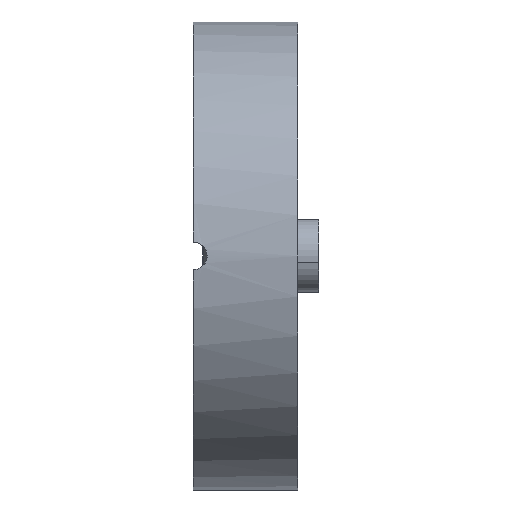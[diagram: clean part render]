
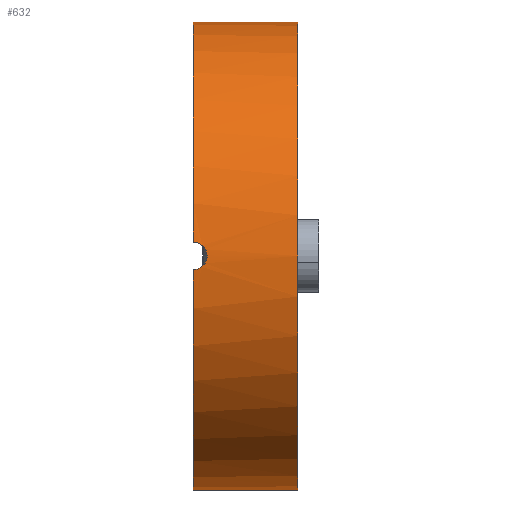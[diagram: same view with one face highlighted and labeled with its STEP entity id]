
A CAD part, left-side view. The second image highlights one B-rep face of the part: STEP entity #632.
In plain terms, the highlighted cylindrical face has radius 17 mm (diameter 34 mm), a partial arc.
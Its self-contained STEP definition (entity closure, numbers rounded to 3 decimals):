
#86 = ORIENTED_EDGE ( 'NONE', *, *, #676, .T. ) ;
#145 = CARTESIAN_POINT ( 'NONE',  ( -16.998, -0.974, 0.263 ) ) ;
#156 = CARTESIAN_POINT ( 'NONE',  ( -16.993, -0.874, -0.503 ) ) ;
#173 = DIRECTION ( 'NONE',  ( 0., 0., 1. ) ) ;
#210 = EDGE_LOOP ( 'NONE', ( #1188, #1670, #86, #369, #633, #1473 ) ) ;
#212 = CIRCLE ( 'NONE', #249, 17. ) ;
#249 = AXIS2_PLACEMENT_3D ( 'NONE', #2005, #894, #1372 ) ;
#283 = VECTOR ( 'NONE', #1030, 1000. ) ;
#302 = CARTESIAN_POINT ( 'NONE',  ( -17., -1., 0.131 ) ) ;
#321 = CARTESIAN_POINT ( 'NONE',  ( -16.972, -0.262, 0.974 ) ) ;
#340 = LINE ( 'NONE', #1595, #432 ) ;
#346 = DIRECTION ( 'NONE',  ( 0., 1., 0. ) ) ;
#369 = ORIENTED_EDGE ( 'NONE', *, *, #976, .F. ) ;
#394 = CARTESIAN_POINT ( 'NONE',  ( 0., -7.6, -17. ) ) ;
#415 = DIRECTION ( 'NONE',  ( 0., 0., 1. ) ) ;
#432 = VECTOR ( 'NONE', #346, 1000. ) ;
#431 = CARTESIAN_POINT ( 'NONE',  ( -16.971, 0., 1. ) ) ;
#471 = CARTESIAN_POINT ( 'NONE',  ( -16.971, -0.132, 1. ) ) ;
#614 = CARTESIAN_POINT ( 'NONE',  ( -16.978, -0.504, 0.874 ) ) ;
#632 = ADVANCED_FACE ( 'NONE', ( #1582 ), #736, .T. ) ;
#633 = ORIENTED_EDGE ( 'NONE', *, *, #1667, .T. ) ;
#635 = CARTESIAN_POINT ( 'NONE',  ( -16.989, -0.801, -0.613 ) ) ;
#647 = VERTEX_POINT ( 'NONE', #1073 ) ;
#676 = EDGE_CURVE ( 'NONE', #1741, #887, #340, .T. ) ;
#704 = CARTESIAN_POINT ( 'NONE',  ( 0., 0., -17. ) ) ;
#736 = CYLINDRICAL_SURFACE ( 'NONE', #1027, 17. ) ;
#828 = EDGE_CURVE ( 'NONE', #647, #1741, #1199, .T. ) ;
#887 = VERTEX_POINT ( 'NONE', #1843 ) ;
#894 = DIRECTION ( 'NONE',  ( 0., 1., 0. ) ) ;
#934 = VERTEX_POINT ( 'NONE', #1346 ) ;
#939 = CARTESIAN_POINT ( 'NONE',  ( -16.978, -0.521, -0.893 ) ) ;
#949 = EDGE_CURVE ( 'NONE', #647, #974, #1187, .T. ) ;
#974 = VERTEX_POINT ( 'NONE', #704 ) ;
#976 = EDGE_CURVE ( 'NONE', #934, #887, #212, .T. ) ;
#977 = CARTESIAN_POINT ( 'NONE',  ( 0., -7.6, 0. ) ) ;
#1027 = AXIS2_PLACEMENT_3D ( 'NONE', #1382, #1207, #415 ) ;
#1030 = DIRECTION ( 'NONE',  ( 0., 1., 0. ) ) ;
#1073 = CARTESIAN_POINT ( 'NONE',  ( 0., -7.6, -17. ) ) ;
#1102 = CARTESIAN_POINT ( 'NONE',  ( -16.993, -0.874, 0.503 ) ) ;
#1122 = CARTESIAN_POINT ( 'NONE',  ( -16.971, 0., -1. ) ) ;
#1151 = VERTEX_POINT ( 'NONE', #1479 ) ;
#1187 = LINE ( 'NONE', #394, #283 ) ;
#1188 = ORIENTED_EDGE ( 'NONE', *, *, #949, .F. ) ;
#1199 = CIRCLE ( 'NONE', #1325, 17. ) ;
#1207 = DIRECTION ( 'NONE',  ( 0., 1., 0. ) ) ;
#1313 = DIRECTION ( 'NONE',  ( 0., 1., 0. ) ) ;
#1325 = AXIS2_PLACEMENT_3D ( 'NONE', #977, #1313, #173 ) ;
#1346 = CARTESIAN_POINT ( 'NONE',  ( -16.971, 0., 1. ) ) ;
#1372 = DIRECTION ( 'NONE',  ( 0., 0., 1. ) ) ;
#1382 = CARTESIAN_POINT ( 'NONE',  ( 0., -7.6, 0. ) ) ;
#1441 = CARTESIAN_POINT ( 'NONE',  ( -16.981, -0.615, 0.799 ) ) ;
#1473 = ORIENTED_EDGE ( 'NONE', *, *, #1520, .F. ) ;
#1479 = CARTESIAN_POINT ( 'NONE',  ( -16.971, 0., -1. ) ) ;
#1520 = EDGE_CURVE ( 'NONE', #974, #1151, #1734, .T. ) ;
#1551 = DIRECTION ( 'NONE',  ( 0., 1., 0. ) ) ;
#1582 = FACE_OUTER_BOUND ( 'NONE', #210, .T. ) ;
#1595 = CARTESIAN_POINT ( 'NONE',  ( 0., -7.6, 17. ) ) ;
#1600 = CARTESIAN_POINT ( 'NONE',  ( -16.989, -0.799, 0.615 ) ) ;
#1619 = CARTESIAN_POINT ( 'NONE',  ( -17., -1., -0.13 ) ) ;
#1642 = B_SPLINE_CURVE_WITH_KNOTS ( 'NONE', 3,
 ( #431, #471, #321, #614, #1441, #1600, #1102, #145, #302, #1619, #2088, #156, #635, #939, #2069, #1122 ),
 .UNSPECIFIED., .F., .F.,
 ( 4, 2, 2, 2, 2, 2, 2, 4 ),
 ( 0., 0., 0.001, 0.001, 0.002, 0.002, 0.002, 0.003 ),
 .UNSPECIFIED. ) ;
#1667 = EDGE_CURVE ( 'NONE', #934, #1151, #1642, .T. ) ;
#1670 = ORIENTED_EDGE ( 'NONE', *, *, #828, .T. ) ;
#1709 = CARTESIAN_POINT ( 'NONE',  ( 0., 0., 0. ) ) ;
#1734 = CIRCLE ( 'NONE', #1867, 17. ) ;
#1741 = VERTEX_POINT ( 'NONE', #1926 ) ;
#1843 = CARTESIAN_POINT ( 'NONE',  ( 0., 0., 17. ) ) ;
#1867 = AXIS2_PLACEMENT_3D ( 'NONE', #1709, #1551, #2002 ) ;
#1926 = CARTESIAN_POINT ( 'NONE',  ( 0., -7.6, 17. ) ) ;
#2002 = DIRECTION ( 'NONE',  ( 0., 0., 1. ) ) ;
#2005 = CARTESIAN_POINT ( 'NONE',  ( 0., 0., 0. ) ) ;
#2069 = CARTESIAN_POINT ( 'NONE',  ( -16.971, -0.264, -1. ) ) ;
#2088 = CARTESIAN_POINT ( 'NONE',  ( -16.998, -0.974, -0.261 ) ) ;
